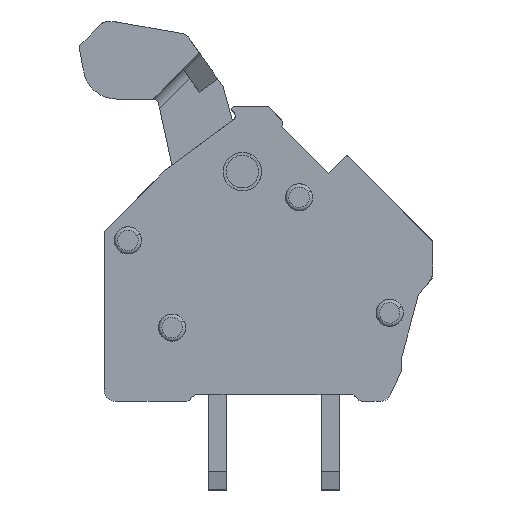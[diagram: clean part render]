
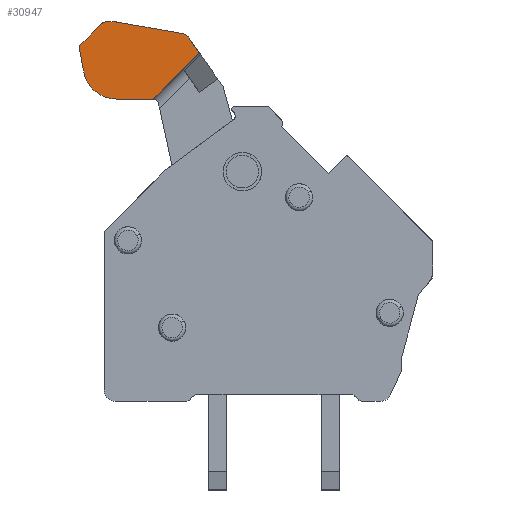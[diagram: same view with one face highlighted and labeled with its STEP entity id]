
A CAD part, left-side view. The second image highlights one B-rep face of the part: STEP entity #30947.
In plain terms, the highlighted planar face has unit normal (-1, 0, 0).
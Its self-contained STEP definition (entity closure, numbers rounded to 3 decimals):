
#30632=AXIS2_PLACEMENT_3D('Circle Axis2P3D',#30630,#30631,$) ;
#30870=AXIS2_PLACEMENT_3D('Plane Axis2P3D',#30867,#30868,#30869) ;
#30874=AXIS2_PLACEMENT_3D('Circle Axis2P3D',#30872,#30873,$) ;
#30890=AXIS2_PLACEMENT_3D('Circle Axis2P3D',#30888,#30889,$) ;
#30918=AXIS2_PLACEMENT_3D('Circle Axis2P3D',#30916,#30917,$) ;
#30923=AXIS2_PLACEMENT_3D('Circle Axis2P3D',#30921,#30922,$) ;
#30606=CARTESIAN_POINT('Vertex',(2.163,13.94,20.647)) ;
#30627=CARTESIAN_POINT('Vertex',(2.163,13.957,20.648)) ;
#30630=CARTESIAN_POINT('Axis2P3D Location',(2.163,13.957,20.548)) ;
#30722=CARTESIAN_POINT('Line Origine',(2.163,12.476,20.389)) ;
#30726=CARTESIAN_POINT('Vertex',(2.163,11.013,20.131)) ;
#30851=CARTESIAN_POINT('Vertex',(2.163,14.439,20.648)) ;
#30854=CARTESIAN_POINT('Line Origine',(2.163,14.198,20.648)) ;
#30867=CARTESIAN_POINT('Axis2P3D Location',(2.163,9.601,4.448)) ;
#30872=CARTESIAN_POINT('Axis2P3D Location',(2.163,15.501,19.548)) ;
#30876=CARTESIAN_POINT('Vertex',(2.163,15.572,19.619)) ;
#30878=CARTESIAN_POINT('Vertex',(2.163,15.6,19.531)) ;
#30881=CARTESIAN_POINT('Line Origine',(2.163,15.508,19.009)) ;
#30885=CARTESIAN_POINT('Vertex',(2.163,15.416,18.488)) ;
#30888=CARTESIAN_POINT('Axis2P3D Location',(2.163,13.938,18.748)) ;
#30892=CARTESIAN_POINT('Vertex',(2.163,13.938,17.248)) ;
#30895=CARTESIAN_POINT('Line Origine',(2.163,13.142,17.248)) ;
#30899=CARTESIAN_POINT('Vertex',(2.163,12.346,17.248)) ;
#30902=CARTESIAN_POINT('Line Origine',(2.163,11.323,18.271)) ;
#30906=CARTESIAN_POINT('Vertex',(2.163,10.301,19.293)) ;
#30909=CARTESIAN_POINT('Line Origine',(2.163,10.544,19.64)) ;
#30913=CARTESIAN_POINT('Vertex',(2.163,10.787,19.987)) ;
#30916=CARTESIAN_POINT('Axis2P3D Location',(2.163,11.073,19.786)) ;
#30921=CARTESIAN_POINT('Axis2P3D Location',(2.163,14.439,20.398)) ;
#30925=CARTESIAN_POINT('Vertex',(2.163,14.616,20.575)) ;
#30928=CARTESIAN_POINT('Line Origine',(2.163,15.094,20.097)) ;
#30631=DIRECTION('Axis2P3D Direction',(-1.,0.,0.)) ;
#30723=DIRECTION('Vector Direction',(0.,-0.985,-0.174)) ;
#30855=DIRECTION('Vector Direction',(0.,-1.,0.)) ;
#30868=DIRECTION('Axis2P3D Direction',(-1.,0.,0.)) ;
#30869=DIRECTION('Axis2P3D XDirection',(0.,-1.,0.)) ;
#30873=DIRECTION('Axis2P3D Direction',(-1.,0.,0.)) ;
#30882=DIRECTION('Vector Direction',(0.,0.174,0.985)) ;
#30889=DIRECTION('Axis2P3D Direction',(-1.,0.,0.)) ;
#30896=DIRECTION('Vector Direction',(0.,1.,0.)) ;
#30903=DIRECTION('Vector Direction',(0.,0.707,-0.707)) ;
#30910=DIRECTION('Vector Direction',(0.,0.574,0.819)) ;
#30917=DIRECTION('Axis2P3D Direction',(-1.,0.,0.)) ;
#30922=DIRECTION('Axis2P3D Direction',(-1.,0.,0.)) ;
#30929=DIRECTION('Vector Direction',(0.,-0.707,0.707)) ;
#30724=VECTOR('Line Direction',#30723,1.) ;
#30856=VECTOR('Line Direction',#30855,1.) ;
#30883=VECTOR('Line Direction',#30882,1.) ;
#30897=VECTOR('Line Direction',#30896,1.) ;
#30904=VECTOR('Line Direction',#30903,1.) ;
#30911=VECTOR('Line Direction',#30910,1.) ;
#30930=VECTOR('Line Direction',#30929,1.) ;
#30934=ORIENTED_EDGE('',*,*,#30880,.T.) ;
#30935=ORIENTED_EDGE('',*,*,#30887,.T.) ;
#30936=ORIENTED_EDGE('',*,*,#30894,.T.) ;
#30937=ORIENTED_EDGE('',*,*,#30901,.T.) ;
#30938=ORIENTED_EDGE('',*,*,#30908,.T.) ;
#30939=ORIENTED_EDGE('',*,*,#30915,.T.) ;
#30940=ORIENTED_EDGE('',*,*,#30920,.T.) ;
#30941=ORIENTED_EDGE('',*,*,#30728,.T.) ;
#30942=ORIENTED_EDGE('',*,*,#30634,.T.) ;
#30943=ORIENTED_EDGE('',*,*,#30858,.T.) ;
#30944=ORIENTED_EDGE('',*,*,#30927,.T.) ;
#30945=ORIENTED_EDGE('',*,*,#30932,.T.) ;
#30947=ADVANCED_FACE('LMZFL5.00_Lever.1\\Lever_LMZFL5.00.1',(#30946),#30871,.T.) ;
#30633=CIRCLE('generated circle',#30632,0.1) ;
#30875=CIRCLE('generated circle',#30874,0.1) ;
#30891=CIRCLE('generated circle',#30890,1.5) ;
#30919=CIRCLE('generated circle',#30918,0.35) ;
#30924=CIRCLE('generated circle',#30923,0.25) ;
#30634=EDGE_CURVE('',#30607,#30628,#30633,.T.) ;
#30728=EDGE_CURVE('',#30727,#30607,#30725,.F.) ;
#30858=EDGE_CURVE('',#30628,#30852,#30857,.F.) ;
#30880=EDGE_CURVE('',#30877,#30879,#30875,.T.) ;
#30887=EDGE_CURVE('',#30879,#30886,#30884,.F.) ;
#30894=EDGE_CURVE('',#30886,#30893,#30891,.T.) ;
#30901=EDGE_CURVE('',#30893,#30900,#30898,.F.) ;
#30908=EDGE_CURVE('',#30900,#30907,#30905,.F.) ;
#30915=EDGE_CURVE('',#30907,#30914,#30912,.T.) ;
#30920=EDGE_CURVE('',#30914,#30727,#30919,.T.) ;
#30927=EDGE_CURVE('',#30852,#30926,#30924,.T.) ;
#30932=EDGE_CURVE('',#30926,#30877,#30931,.F.) ;
#30933=EDGE_LOOP('',(#30934,#30935,#30936,#30937,#30938,#30939,#30940,#30941,#30942,#30943,#30944,#30945)) ;
#30946=FACE_OUTER_BOUND('',#30933,.T.) ;
#30725=LINE('Line',#30722,#30724) ;
#30857=LINE('Line',#30854,#30856) ;
#30884=LINE('Line',#30881,#30883) ;
#30898=LINE('Line',#30895,#30897) ;
#30905=LINE('Line',#30902,#30904) ;
#30912=LINE('Line',#30909,#30911) ;
#30931=LINE('Line',#30928,#30930) ;
#30871=PLANE('',#30870) ;
#30607=VERTEX_POINT('',#30606) ;
#30628=VERTEX_POINT('',#30627) ;
#30727=VERTEX_POINT('',#30726) ;
#30852=VERTEX_POINT('',#30851) ;
#30877=VERTEX_POINT('',#30876) ;
#30879=VERTEX_POINT('',#30878) ;
#30886=VERTEX_POINT('',#30885) ;
#30893=VERTEX_POINT('',#30892) ;
#30900=VERTEX_POINT('',#30899) ;
#30907=VERTEX_POINT('',#30906) ;
#30914=VERTEX_POINT('',#30913) ;
#30926=VERTEX_POINT('',#30925) ;
